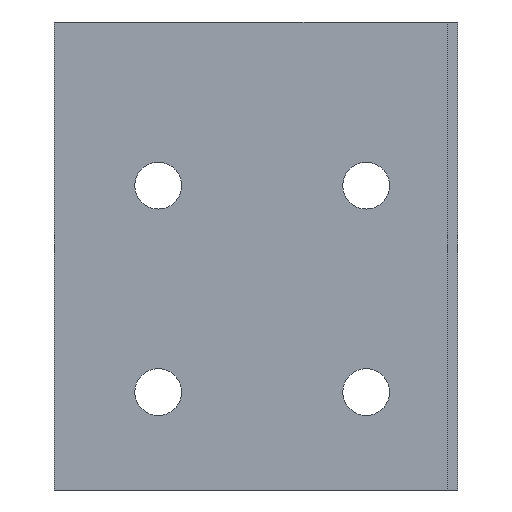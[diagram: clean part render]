
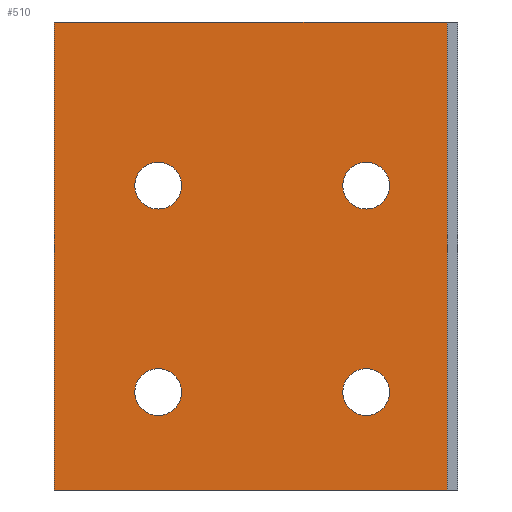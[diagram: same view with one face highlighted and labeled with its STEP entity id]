
A CAD part, front view. The second image highlights one B-rep face of the part: STEP entity #510.
In plain terms, the highlighted planar face has unit normal (0, -1, 0).
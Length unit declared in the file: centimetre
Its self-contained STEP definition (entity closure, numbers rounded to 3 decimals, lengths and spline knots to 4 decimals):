
#39=FACE_BOUND('',#129,.T.);
#40=FACE_BOUND('',#130,.T.);
#41=FACE_BOUND('',#131,.T.);
#42=FACE_BOUND('',#132,.T.);
#50=PLANE('',#576);
#80=FACE_OUTER_BOUND('',#128,.T.);
#128=EDGE_LOOP('',(#451,#452,#453,#454));
#129=EDGE_LOOP('',(#455));
#130=EDGE_LOOP('',(#456));
#131=EDGE_LOOP('',(#457));
#132=EDGE_LOOP('',(#458));
#150=LINE('',#813,#188);
#170=LINE('',#852,#208);
#171=LINE('',#854,#209);
#172=LINE('',#855,#210);
#188=VECTOR('',#682,1.);
#208=VECTOR('',#714,1.);
#209=VECTOR('',#717,1.);
#210=VECTOR('',#718,1.);
#211=CIRCLE('',#528,0.15);
#215=CIRCLE('',#534,0.15);
#219=CIRCLE('',#540,0.15);
#223=CIRCLE('',#546,0.15);
#233=VERTEX_POINT('',#725);
#237=VERTEX_POINT('',#737);
#241=VERTEX_POINT('',#749);
#245=VERTEX_POINT('',#761);
#261=VERTEX_POINT('',#809);
#263=VERTEX_POINT('',#812);
#275=VERTEX_POINT('',#848);
#276=VERTEX_POINT('',#850);
#277=EDGE_CURVE('',#233,#233,#211,.T.);
#283=EDGE_CURVE('',#237,#237,#215,.T.);
#289=EDGE_CURVE('',#241,#241,#219,.T.);
#295=EDGE_CURVE('',#245,#245,#223,.T.);
#320=EDGE_CURVE('',#261,#263,#150,.T.);
#340=EDGE_CURVE('',#275,#276,#170,.T.);
#341=EDGE_CURVE('',#261,#275,#171,.T.);
#342=EDGE_CURVE('',#263,#276,#172,.T.);
#451=ORIENTED_EDGE('',*,*,#341,.T.);
#452=ORIENTED_EDGE('',*,*,#340,.T.);
#453=ORIENTED_EDGE('',*,*,#342,.F.);
#454=ORIENTED_EDGE('',*,*,#320,.F.);
#455=ORIENTED_EDGE('',*,*,#277,.T.);
#456=ORIENTED_EDGE('',*,*,#283,.T.);
#457=ORIENTED_EDGE('',*,*,#289,.T.);
#458=ORIENTED_EDGE('',*,*,#295,.T.);
#510=ADVANCED_FACE('',(#80,#39,#40,#41,#42),#50,.T.);
#528=AXIS2_PLACEMENT_3D('',#726,#583,#584);
#534=AXIS2_PLACEMENT_3D('',#738,#597,#598);
#540=AXIS2_PLACEMENT_3D('',#750,#611,#612);
#546=AXIS2_PLACEMENT_3D('',#762,#625,#626);
#576=AXIS2_PLACEMENT_3D('',#853,#715,#716);
#583=DIRECTION('center_axis',(0.,1.,0.));
#584=DIRECTION('ref_axis',(0.,0.,-1.));
#597=DIRECTION('center_axis',(0.,1.,0.));
#598=DIRECTION('ref_axis',(0.,0.,-1.));
#611=DIRECTION('center_axis',(0.,1.,0.));
#612=DIRECTION('ref_axis',(0.,0.,-1.));
#625=DIRECTION('center_axis',(0.,1.,0.));
#626=DIRECTION('ref_axis',(0.,0.,-1.));
#682=DIRECTION('',(0.,0.,1.));
#714=DIRECTION('',(0.,0.,1.));
#715=DIRECTION('center_axis',(0.,-1.,0.));
#716=DIRECTION('ref_axis',(1.,0.,0.));
#717=DIRECTION('',(1.,0.,0.));
#718=DIRECTION('',(1.,0.,0.));
#725=CARTESIAN_POINT('',(1.998,0.,0.7777));
#726=CARTESIAN_POINT('Origin',(1.998,0.,0.6277));
#737=CARTESIAN_POINT('',(0.665,0.,2.1007));
#738=CARTESIAN_POINT('Origin',(0.665,0.,1.9507));
#749=CARTESIAN_POINT('',(1.998,0.,2.1007));
#750=CARTESIAN_POINT('Origin',(1.998,0.,1.9507));
#761=CARTESIAN_POINT('',(0.665,0.,0.7777));
#762=CARTESIAN_POINT('Origin',(0.665,0.,0.6277));
#809=CARTESIAN_POINT('',(0.,0.,0.));
#812=CARTESIAN_POINT('',(0.,0.,3.));
#813=CARTESIAN_POINT('',(0.,0.,0.));
#848=CARTESIAN_POINT('',(2.5184,0.,0.));
#850=CARTESIAN_POINT('',(2.5184,0.,3.));
#852=CARTESIAN_POINT('',(2.5184,0.,0.));
#853=CARTESIAN_POINT('Origin',(0.,0.,0.));
#854=CARTESIAN_POINT('',(0.,0.,0.));
#855=CARTESIAN_POINT('',(0.,0.,3.));
